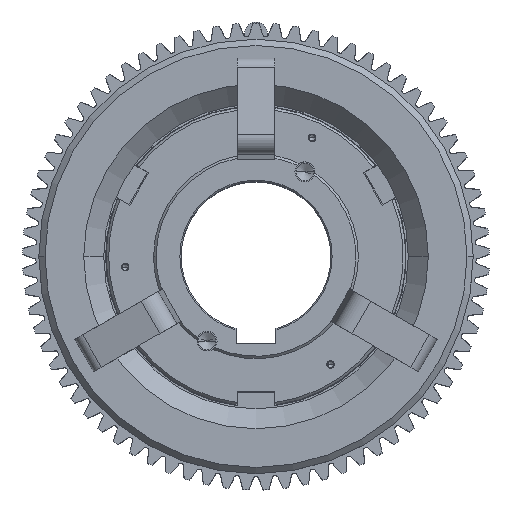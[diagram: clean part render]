
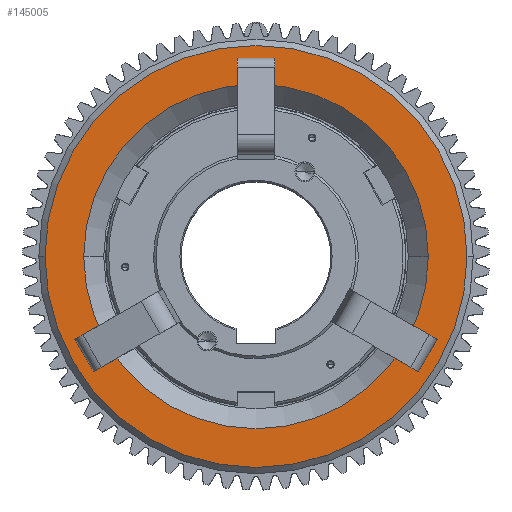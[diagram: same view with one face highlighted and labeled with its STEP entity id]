
A CAD part, top view. The second image highlights one B-rep face of the part: STEP entity #145005.
In plain terms, the highlighted planar face has unit normal (0, 0, 1).
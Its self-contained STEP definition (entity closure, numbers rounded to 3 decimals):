
#68278 = VERTEX_POINT ( 'NONE', #298413 ) ;
#68286 = EDGE_CURVE ( 'NONE', #68288, #68278, #298394, .T. ) ;
#68288 = VERTEX_POINT ( 'NONE', #298389 ) ;
#68311 = EDGE_CURVE ( 'NONE', #68313, #68316, #298506, .T. ) ;
#68313 = VERTEX_POINT ( 'NONE', #298494 ) ;
#68316 = VERTEX_POINT ( 'NONE', #298492 ) ;
#145005 = ADVANCED_FACE ( 'NONE', ( #242999, #242997 ), #242996, .T. ) ;
#145006 = EDGE_LOOP ( 'NONE', ( #145008, #145012 ) ) ;
#145008 = ORIENTED_EDGE ( 'NONE', *, *, #145010, .T. ) ;
#145010 = EDGE_CURVE ( 'NONE', #68316, #68313, #242969, .T. ) ;
#145012 = ORIENTED_EDGE ( 'NONE', *, *, #68311, .T. ) ;
#145014 = EDGE_LOOP ( 'NONE', ( #145019, #145022 ) ) ;
#145019 = ORIENTED_EDGE ( 'NONE', *, *, #68286, .T. ) ;
#145022 = ORIENTED_EDGE ( 'NONE', *, *, #145024, .T. ) ;
#145024 = EDGE_CURVE ( 'NONE', #68278, #68288, #243073, .T. ) ;
#242966 = DIRECTION ( 'NONE',  ( 0., 0., 1. ) ) ;
#242967 = CARTESIAN_POINT ( 'NONE',  ( 0., 0., -31.9 ) ) ;
#242968 = AXIS2_PLACEMENT_3D ( 'NONE', #242967, #242966, #243089 ) ;
#242969 = CIRCLE ( 'NONE', #242968, 169. ) ;
#242984 = DIRECTION ( 'NONE',  ( 1., 0., 0. ) ) ;
#242986 = DIRECTION ( 'NONE',  ( 0., 0., 1. ) ) ;
#242988 = CARTESIAN_POINT ( 'NONE',  ( 0., 0., -31.9 ) ) ;
#242994 = AXIS2_PLACEMENT_3D ( 'NONE', #242988, #242986, #242984 ) ;
#242996 = PLANE ( 'NONE',  #242994 ) ;
#242997 = FACE_BOUND ( 'NONE', #145014, .T. ) ;
#242999 = FACE_OUTER_BOUND ( 'NONE', #145006, .T. ) ;
#243068 = DIRECTION ( 'NONE',  ( 1., 0., 0. ) ) ;
#243069 = DIRECTION ( 'NONE',  ( 0., 0., -1. ) ) ;
#243070 = CARTESIAN_POINT ( 'NONE',  ( 0., 0., -31.9 ) ) ;
#243071 = AXIS2_PLACEMENT_3D ( 'NONE', #243070, #243069, #243068 ) ;
#243073 = CIRCLE ( 'NONE', #243071, 138. ) ;
#243089 = DIRECTION ( 'NONE',  ( 1., 0., 0. ) ) ;
#298389 = CARTESIAN_POINT ( 'NONE',  ( -138., 0., -31.9 ) ) ;
#298390 = DIRECTION ( 'NONE',  ( 1., 0., 0. ) ) ;
#298391 = DIRECTION ( 'NONE',  ( 0., 0., -1. ) ) ;
#298392 = CARTESIAN_POINT ( 'NONE',  ( 0., 0., -31.9 ) ) ;
#298393 = AXIS2_PLACEMENT_3D ( 'NONE', #298392, #298391, #298390 ) ;
#298394 = CIRCLE ( 'NONE', #298393, 138. ) ;
#298413 = CARTESIAN_POINT ( 'NONE',  ( 138., 0., -31.9 ) ) ;
#298492 = CARTESIAN_POINT ( 'NONE',  ( -169., 0., -31.9 ) ) ;
#298494 = CARTESIAN_POINT ( 'NONE',  ( 169., 0., -31.9 ) ) ;
#298497 = DIRECTION ( 'NONE',  ( 1., 0., 0. ) ) ;
#298499 = DIRECTION ( 'NONE',  ( 0., 0., 1. ) ) ;
#298501 = CARTESIAN_POINT ( 'NONE',  ( 0., 0., -31.9 ) ) ;
#298504 = AXIS2_PLACEMENT_3D ( 'NONE', #298501, #298499, #298497 ) ;
#298506 = CIRCLE ( 'NONE', #298504, 169. ) ;
